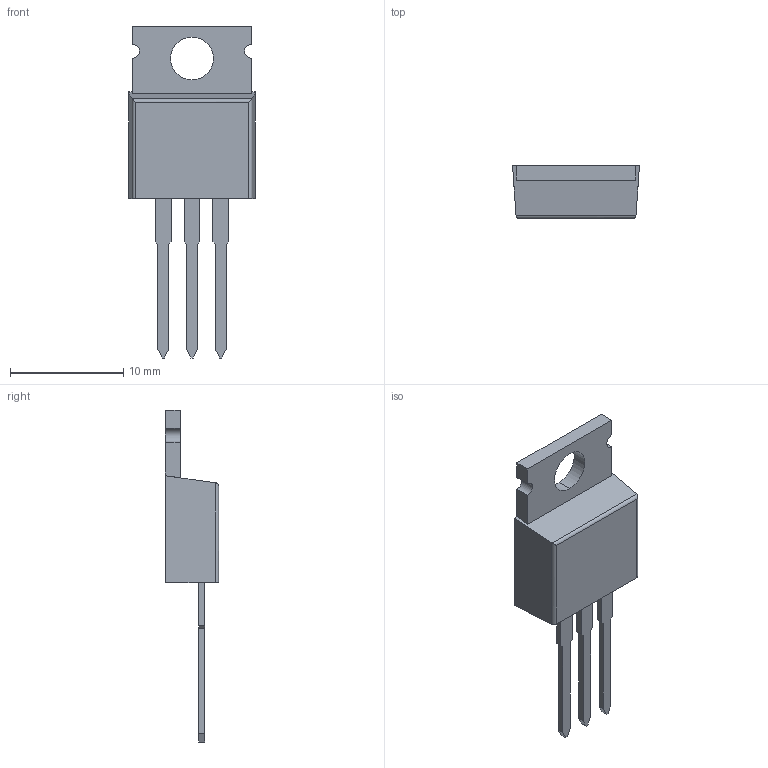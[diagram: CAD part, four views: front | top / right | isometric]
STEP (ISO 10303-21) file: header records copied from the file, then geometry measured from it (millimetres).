
FILE_DESCRIPTION (( 'STEP AP214' ), '1' );
FILE_NAME ('0D66CCAA-1084-476D-AF7E-2A8105115175.STEP', '2008-10-18T15:14:29', ( 'sysAdmin' ), ( 'SolidWorks' ), 'SwSTEP 2.0', 'SolidWorks 2009', '' );
FILE_SCHEMA (( 'AUTOMOTIVE_DESIGN' ));
Length unit declared in the file: millimetre
Products named in the file (1): 0D66CCAA-1084-476D-AF7E-2A8105115175
Bounding box: 11.21 x 4.69 x 29.33 mm (x, y, z)
Volume: 553 mm3; surface area: 649.2 mm2
Topology: 1 solids, 1 shells, 58 faces, 159 edges, 106 vertices
Faces by surface type: plane 51, cylinder 7
Entity records: 2467 total; most frequent: CARTESIAN_POINT 336, ORIENTED_EDGE 318, DIRECTION 283, EDGE_CURVE 159, VECTOR 145, LINE 145, VERTEX_POINT 106, AXIS2_PLACEMENT_3D 69
